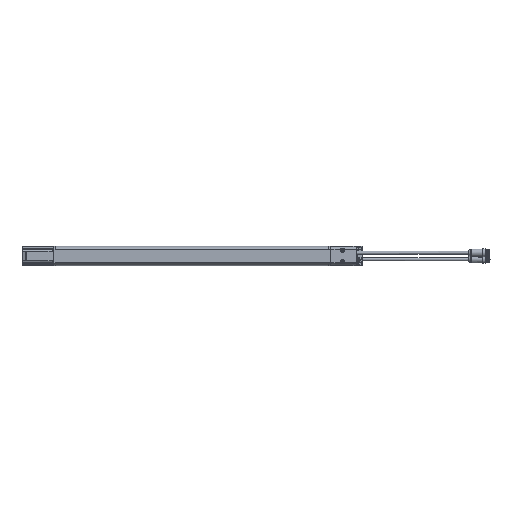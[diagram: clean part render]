
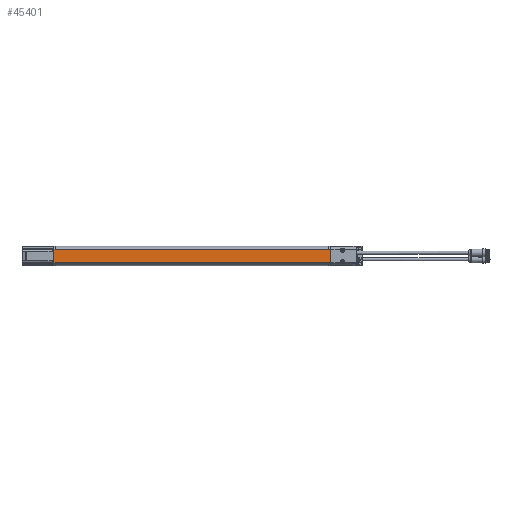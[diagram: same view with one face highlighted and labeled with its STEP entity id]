
A CAD part, left-side view. The second image highlights one B-rep face of the part: STEP entity #45401.
In plain terms, the highlighted planar face has unit normal (-1, 0, 0).
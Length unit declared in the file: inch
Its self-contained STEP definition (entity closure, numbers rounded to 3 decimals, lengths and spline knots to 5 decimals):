
#662 = ORIENTED_EDGE ( 'NONE', *, *, #24005, .F. ) ;
#822 = CARTESIAN_POINT ( 'NONE',  ( -2.99606, -9.74578, -0.46276 ) ) ;
#925 = CARTESIAN_POINT ( 'NONE',  ( -2.99606, 9.62587, -0.4664 ) ) ;
#1864 = CARTESIAN_POINT ( 'NONE',  ( -2.99606, 9.6261, 0.4689 ) ) ;
#1917 = CARTESIAN_POINT ( 'NONE',  ( -2.99606, 9.62587, -0.46705 ) ) ;
#2284 = CARTESIAN_POINT ( 'NONE',  ( -2.99606, 9.98998, -0.68847 ) ) ;
#2351 = VECTOR ( 'NONE', #43577, 39.37008 ) ;
#2532 = CARTESIAN_POINT ( 'NONE',  ( -2.99606, 9.74653, -0.31839 ) ) ;
#2965 = EDGE_CURVE ( 'NONE', #57843, #66321, #39946, .T. ) ;
#3061 = DIRECTION ( 'NONE',  ( 0., 1., 0. ) ) ;
#3420 = LINE ( 'NONE', #17934, #27153 ) ;
#4015 = CARTESIAN_POINT ( 'NONE',  ( -2.99606, 120.29539, 0.43882 ) ) ;
#4655 = CARTESIAN_POINT ( 'NONE',  ( -2.99606, -9.74555, 0.47381 ) ) ;
#5328 = EDGE_CURVE ( 'NONE', #49522, #96477, #5714, .T. ) ;
#5412 = EDGE_CURVE ( 'NONE', #90353, #34703, #71533, .T. ) ;
#5563 = LINE ( 'NONE', #19577, #20422 ) ;
#5714 = B_SPLINE_CURVE_WITH_KNOTS ( 'NONE', 3,
 ( #18531, #49497, #86077, #34499 ),
 .UNSPECIFIED., .F., .F.,
 ( 4, 4 ),
 ( 0., 1. ),
 .UNSPECIFIED. ) ;
#7593 = VECTOR ( 'NONE', #77459, 39.37008 ) ;
#9948 = DIRECTION ( 'NONE',  ( 0., -1., 0. ) ) ;
#11947 = CARTESIAN_POINT ( 'NONE',  ( -2.99606, -9.666, -0.46279 ) ) ;
#13401 = ORIENTED_EDGE ( 'NONE', *, *, #5412, .T. ) ;
#17426 = ORIENTED_EDGE ( 'NONE', *, *, #60937, .F. ) ;
#17934 = CARTESIAN_POINT ( 'NONE',  ( -2.99606, 9.74649, -0.46772 ) ) ;
#18531 = CARTESIAN_POINT ( 'NONE',  ( -2.99606, 9.6261, 0.4689 ) ) ;
#19231 = PLANE ( 'NONE',  #51599 ) ;
#19577 = CARTESIAN_POINT ( 'NONE',  ( -2.99606, -9.62581, 0.69447 ) ) ;
#20422 = VECTOR ( 'NONE', #80578, 39.37008 ) ;
#20470 = ORIENTED_EDGE ( 'NONE', *, *, #38564, .T. ) ;
#21493 = VERTEX_POINT ( 'NONE', #50245 ) ;
#21853 = ORIENTED_EDGE ( 'NONE', *, *, #57111, .T. ) ;
#23456 = CARTESIAN_POINT ( 'NONE',  ( -2.99606, -9.74555, 0.47381 ) ) ;
#23597 = B_SPLINE_CURVE_WITH_KNOTS ( 'NONE', 3,
 ( #1864, #62826, #53838, #92353 ),
 .UNSPECIFIED., .F., .F.,
 ( 4, 4 ),
 ( 0., 0.00208 ),
 .UNSPECIFIED. ) ;
#23918 = LINE ( 'NONE', #85426, #83343 ) ;
#24005 = EDGE_CURVE ( 'NONE', #68215, #43710, #81245, .T. ) ;
#25007 = CARTESIAN_POINT ( 'NONE',  ( -2.99606, -9.6261, -0.46086 ) ) ;
#26290 = EDGE_CURVE ( 'NONE', #98884, #43710, #3420, .T. ) ;
#27153 = VECTOR ( 'NONE', #9948, 39.37008 ) ;
#27442 = CARTESIAN_POINT ( 'NONE',  ( -2.99606, -9.74578, -0.46276 ) ) ;
#28874 = ORIENTED_EDGE ( 'NONE', *, *, #85689, .T. ) ;
#28927 = CARTESIAN_POINT ( 'NONE',  ( -2.99606, -9.70589, -0.46278 ) ) ;
#30401 = ORIENTED_EDGE ( 'NONE', *, *, #5328, .T. ) ;
#31399 = DIRECTION ( 'NONE',  ( 0., 0., -1. ) ) ;
#31576 = EDGE_CURVE ( 'NONE', #96477, #65761, #23918, .T. ) ;
#31802 = VECTOR ( 'NONE', #62214, 39.37008 ) ;
#31847 = VERTEX_POINT ( 'NONE', #822 ) ;
#33255 = DIRECTION ( 'NONE',  ( -1., 0., 0. ) ) ;
#33715 = CARTESIAN_POINT ( 'NONE',  ( -2.99606, 9.62587, -0.4677 ) ) ;
#34499 = CARTESIAN_POINT ( 'NONE',  ( -2.99606, 9.74673, 0.46886 ) ) ;
#34703 = VERTEX_POINT ( 'NONE', #68651 ) ;
#36337 = CARTESIAN_POINT ( 'NONE',  ( -2.99606, 9.74649, -0.46772 ) ) ;
#37475 = EDGE_LOOP ( 'NONE', ( #55443, #49834, #662, #81536, #21853, #28874, #93599, #57064, #20470, #13401, #17426, #30401, #84549, #73367 ) ) ;
#37490 = VERTEX_POINT ( 'NONE', #25007 ) ;
#38564 = EDGE_CURVE ( 'NONE', #66321, #90353, #46863, .T. ) ;
#38900 = CARTESIAN_POINT ( 'NONE',  ( -2.99606, 9.62587, -0.46575 ) ) ;
#39892 = DIRECTION ( 'NONE',  ( 0., 0., -1. ) ) ;
#39946 = LINE ( 'NONE', #23456, #7593 ) ;
#41727 = FACE_OUTER_BOUND ( 'NONE', #37475, .T. ) ;
#43577 = DIRECTION ( 'NONE',  ( 0., 0., -1. ) ) ;
#43710 = VERTEX_POINT ( 'NONE', #33715 ) ;
#45401 = ADVANCED_FACE ( 'NONE', ( #41727 ), #19231, .T. ) ;
#46863 = LINE ( 'NONE', #77370, #57986 ) ;
#47385 = LINE ( 'NONE', #91913, #65096 ) ;
#47414 = EDGE_CURVE ( 'NONE', #57843, #31847, #89606, .T. ) ;
#49497 = CARTESIAN_POINT ( 'NONE',  ( -2.99606, 9.66631, 0.46889 ) ) ;
#49522 = VERTEX_POINT ( 'NONE', #73439 ) ;
#49790 = DIRECTION ( 'NONE',  ( 0., 0., -1. ) ) ;
#49834 = ORIENTED_EDGE ( 'NONE', *, *, #26290, .T. ) ;
#50245 = CARTESIAN_POINT ( 'NONE',  ( -2.99606, -9.6261, -0.46281 ) ) ;
#51599 = AXIS2_PLACEMENT_3D ( 'NONE', #2284, #33255, #94750 ) ;
#51815 = VECTOR ( 'NONE', #39892, 39.37008 ) ;
#52318 = VECTOR ( 'NONE', #3061, 39.37008 ) ;
#53838 = CARTESIAN_POINT ( 'NONE',  ( -2.99606, 9.6261, 0.4676 ) ) ;
#54206 = LINE ( 'NONE', #76741, #31802 ) ;
#54796 = VERTEX_POINT ( 'NONE', #2532 ) ;
#55365 = CARTESIAN_POINT ( 'NONE',  ( -2.99606, 9.74644, -0.68841 ) ) ;
#55443 = ORIENTED_EDGE ( 'NONE', *, *, #86728, .T. ) ;
#56175 = EDGE_CURVE ( 'NONE', #68215, #37490, #54206, .T. ) ;
#57064 = ORIENTED_EDGE ( 'NONE', *, *, #2965, .T. ) ;
#57111 = EDGE_CURVE ( 'NONE', #37490, #21493, #5563, .T. ) ;
#57124 = CARTESIAN_POINT ( 'NONE',  ( -2.99606, 9.74669, 0.31953 ) ) ;
#57843 = VERTEX_POINT ( 'NONE', #4655 ) ;
#57986 = VECTOR ( 'NONE', #49790, 39.37008 ) ;
#60937 = EDGE_CURVE ( 'NONE', #49522, #34703, #23597, .T. ) ;
#62214 = DIRECTION ( 'NONE',  ( 0., -1., 0. ) ) ;
#62826 = CARTESIAN_POINT ( 'NONE',  ( -2.99606, 9.6261, 0.46825 ) ) ;
#63377 = CARTESIAN_POINT ( 'NONE',  ( -2.99606, 9.62587, -0.4677 ) ) ;
#65096 = VECTOR ( 'NONE', #31399, 39.37008 ) ;
#65761 = VERTEX_POINT ( 'NONE', #57124 ) ;
#66321 = VERTEX_POINT ( 'NONE', #66989 ) ;
#66989 = CARTESIAN_POINT ( 'NONE',  ( -2.99606, -9.62586, 0.4738 ) ) ;
#68215 = VERTEX_POINT ( 'NONE', #72661 ) ;
#68438 = DIRECTION ( 'NONE',  ( 0., 0., -1. ) ) ;
#68651 = CARTESIAN_POINT ( 'NONE',  ( -2.99606, 9.6261, 0.46695 ) ) ;
#71533 = LINE ( 'NONE', #4015, #52318 ) ;
#71721 = CARTESIAN_POINT ( 'NONE',  ( -2.99606, 9.74673, 0.46886 ) ) ;
#72661 = CARTESIAN_POINT ( 'NONE',  ( -2.99606, 9.62587, -0.46575 ) ) ;
#73367 = ORIENTED_EDGE ( 'NONE', *, *, #97349, .T. ) ;
#73439 = CARTESIAN_POINT ( 'NONE',  ( -2.99606, 9.6261, 0.4689 ) ) ;
#76741 = CARTESIAN_POINT ( 'NONE',  ( -2.99606, 120.29515, -0.49389 ) ) ;
#77370 = CARTESIAN_POINT ( 'NONE',  ( -2.99606, -9.62581, 0.69447 ) ) ;
#77459 = DIRECTION ( 'NONE',  ( 0., 1., 0. ) ) ;
#80088 = B_SPLINE_CURVE_WITH_KNOTS ( 'NONE', 3,
 ( #80926, #11947, #28927, #27442 ),
 .UNSPECIFIED., .F., .F.,
 ( 4, 4 ),
 ( 0., 1. ),
 .UNSPECIFIED. ) ;
#80578 = DIRECTION ( 'NONE',  ( 0., 0., -1. ) ) ;
#80926 = CARTESIAN_POINT ( 'NONE',  ( -2.99606, -9.6261, -0.46281 ) ) ;
#81245 = B_SPLINE_CURVE_WITH_KNOTS ( 'NONE', 3,
 ( #38900, #925, #1917, #63377 ),
 .UNSPECIFIED., .F., .F.,
 ( 4, 4 ),
 ( 0.99792, 1. ),
 .UNSPECIFIED. ) ;
#81536 = ORIENTED_EDGE ( 'NONE', *, *, #56175, .T. ) ;
#81702 = CARTESIAN_POINT ( 'NONE',  ( -2.99606, -9.62586, 0.47185 ) ) ;
#83343 = VECTOR ( 'NONE', #68438, 39.37008 ) ;
#84549 = ORIENTED_EDGE ( 'NONE', *, *, #31576, .T. ) ;
#84901 = LINE ( 'NONE', #55365, #51815 ) ;
#85426 = CARTESIAN_POINT ( 'NONE',  ( -2.99606, 9.74644, -0.68841 ) ) ;
#85689 = EDGE_CURVE ( 'NONE', #21493, #31847, #80088, .T. ) ;
#86077 = CARTESIAN_POINT ( 'NONE',  ( -2.99606, 9.70652, 0.46887 ) ) ;
#86728 = EDGE_CURVE ( 'NONE', #54796, #98884, #47385, .T. ) ;
#88130 = CARTESIAN_POINT ( 'NONE',  ( -2.99606, -9.74582, -0.59487 ) ) ;
#89606 = LINE ( 'NONE', #88130, #2351 ) ;
#90353 = VERTEX_POINT ( 'NONE', #81702 ) ;
#91913 = CARTESIAN_POINT ( 'NONE',  ( -2.99606, 9.74644, -0.68841 ) ) ;
#92353 = CARTESIAN_POINT ( 'NONE',  ( -2.99606, 9.6261, 0.46695 ) ) ;
#93599 = ORIENTED_EDGE ( 'NONE', *, *, #47414, .F. ) ;
#94750 = DIRECTION ( 'NONE',  ( 0., 1., 0. ) ) ;
#96477 = VERTEX_POINT ( 'NONE', #71721 ) ;
#97349 = EDGE_CURVE ( 'NONE', #65761, #54796, #84901, .T. ) ;
#98884 = VERTEX_POINT ( 'NONE', #36337 ) ;
